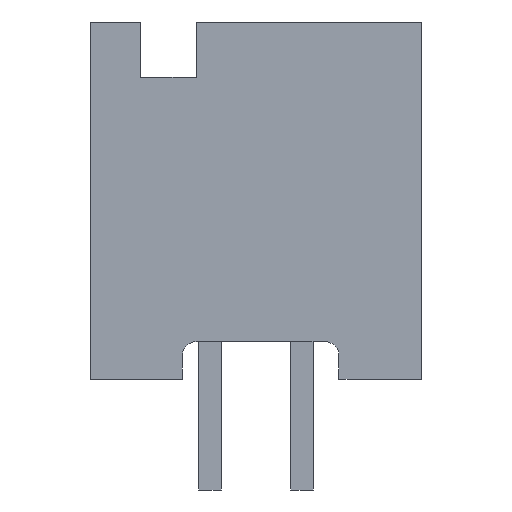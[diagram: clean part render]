
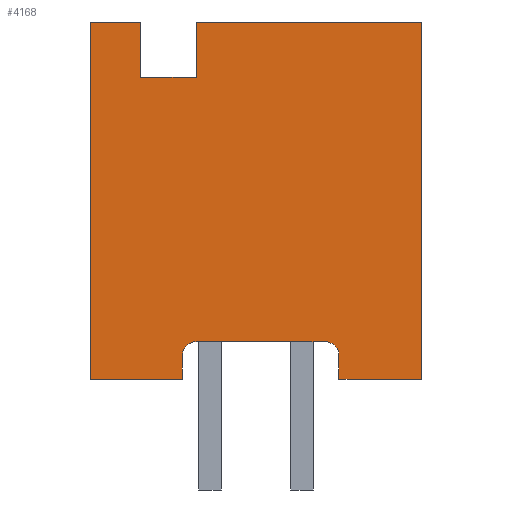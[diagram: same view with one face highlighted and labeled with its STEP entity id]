
A CAD part, left-side view. The second image highlights one B-rep face of the part: STEP entity #4168.
In plain terms, the highlighted planar face has unit normal (-1, 0, 0).
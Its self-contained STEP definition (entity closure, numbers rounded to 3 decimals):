
#88=DIRECTION('',(0.,-1.,0.));
#89=VECTOR('',#88,6.223);
#90=CARTESIAN_POINT('',(-16.51,1.651,0.));
#91=LINE('',#90,#89);
#144=DIRECTION('',(0.,-1.,0.));
#145=VECTOR('',#144,1.397);
#146=CARTESIAN_POINT('',(-16.51,4.572,0.));
#147=LINE('',#146,#145);
#216=DIRECTION('',(0.,0.,-1.));
#217=VECTOR('',#216,0.66);
#218=CARTESIAN_POINT('',(-16.51,2.032,-9.195));
#219=LINE('',#218,#217);
#220=DIRECTION('',(0.,0.,1.));
#221=VECTOR('',#220,9.855);
#222=CARTESIAN_POINT('',(-16.51,4.572,-9.855));
#223=LINE('',#222,#221);
#224=DIRECTION('',(0.,0.,-1.));
#225=VECTOR('',#224,1.524);
#226=CARTESIAN_POINT('',(-16.51,3.175,0.));
#227=LINE('',#226,#225);
#228=DIRECTION('',(0.,1.,0.));
#229=VECTOR('',#228,1.524);
#230=CARTESIAN_POINT('',(-16.51,1.651,-1.524));
#231=LINE('',#230,#229);
#232=DIRECTION('',(0.,0.,-1.));
#233=VECTOR('',#232,1.524);
#234=CARTESIAN_POINT('',(-16.51,1.651,0.));
#235=LINE('',#234,#233);
#572=DIRECTION('',(0.,-1.,0.));
#573=VECTOR('',#572,3.556);
#574=CARTESIAN_POINT('',(-16.51,1.651,-8.814));
#575=LINE('',#574,#573);
#2378=DIRECTION('',(0.,1.,0.));
#2379=VECTOR('',#2378,2.54);
#2380=CARTESIAN_POINT('',(-16.51,2.032,-9.855));
#2381=LINE('',#2380,#2379);
#2390=DIRECTION('',(0.,1.,0.));
#2391=VECTOR('',#2390,2.286);
#2392=CARTESIAN_POINT('',(-16.51,-4.572,-9.855));
#2393=LINE('',#2392,#2391);
#2779=CARTESIAN_POINT('',(-16.51,-1.905,-9.195));
#2780=DIRECTION('',(1.,0.,0.));
#2781=DIRECTION('',(0.,0.,1.));
#2782=AXIS2_PLACEMENT_3D('',#2779,#2780,#2781);
#2793=DIRECTION('',(0.,0.,-1.));
#2794=VECTOR('',#2793,0.66);
#2795=CARTESIAN_POINT('',(-16.51,-2.286,-9.195));
#2796=LINE('',#2795,#2794);
#2801=DIRECTION('',(0.,0.,1.));
#2802=VECTOR('',#2801,9.855);
#2803=CARTESIAN_POINT('',(-16.51,-4.572,-9.855));
#2804=LINE('',#2803,#2802);
#2993=CARTESIAN_POINT('',(-16.51,1.651,-9.195));
#2994=DIRECTION('',(1.,0.,0.));
#2995=DIRECTION('',(0.,1.,0.));
#2996=AXIS2_PLACEMENT_3D('',#2993,#2994,#2995);
#3010=CARTESIAN_POINT('',(-16.51,-4.572,0.));
#3012=VERTEX_POINT('',#3010);
#3030=CARTESIAN_POINT('',(-16.51,4.572,-9.855));
#3032=VERTEX_POINT('',#3030);
#3036=CARTESIAN_POINT('',(-16.51,2.032,-9.855));
#3037=VERTEX_POINT('',#3036);
#3038=CARTESIAN_POINT('',(-16.51,-4.572,-9.855));
#3039=CARTESIAN_POINT('',(-16.51,-2.286,-9.855));
#3040=VERTEX_POINT('',#3038);
#3041=VERTEX_POINT('',#3039);
#3066=CARTESIAN_POINT('',(-16.51,4.572,0.));
#3067=VERTEX_POINT('',#3066);
#3114=CARTESIAN_POINT('',(-16.51,1.651,0.));
#3115=CARTESIAN_POINT('',(-16.51,1.651,-1.524));
#3116=VERTEX_POINT('',#3114);
#3117=VERTEX_POINT('',#3115);
#3118=CARTESIAN_POINT('',(-16.51,3.175,-1.524));
#3119=VERTEX_POINT('',#3118);
#3120=CARTESIAN_POINT('',(-16.51,3.175,0.));
#3121=VERTEX_POINT('',#3120);
#3850=CARTESIAN_POINT('',(-16.51,-1.905,-8.814));
#3852=VERTEX_POINT('',#3850);
#3854=CARTESIAN_POINT('',(-16.51,-2.286,-9.195));
#3856=VERTEX_POINT('',#3854);
#3859=CARTESIAN_POINT('',(-16.51,1.651,-8.814));
#3861=VERTEX_POINT('',#3859);
#3863=CARTESIAN_POINT('',(-16.51,2.032,-9.195));
#3865=VERTEX_POINT('',#3863);
#4136=CARTESIAN_POINT('',(-16.51,4.572,0.));
#4137=DIRECTION('',(-1.,0.,0.));
#4138=DIRECTION('',(0.,-1.,0.));
#4139=AXIS2_PLACEMENT_3D('',#4136,#4137,#4138);
#4140=PLANE('',#4139);
#4142=ORIENTED_EDGE('',*,*,#4141,.F.);
#4144=ORIENTED_EDGE('',*,*,#4143,.F.);
#4146=ORIENTED_EDGE('',*,*,#4145,.T.);
#4148=ORIENTED_EDGE('',*,*,#4147,.T.);
#4150=ORIENTED_EDGE('',*,*,#4149,.T.);
#4151=ORIENTED_EDGE('',*,*,#4023,.T.);
#4153=ORIENTED_EDGE('',*,*,#4152,.T.);
#4155=ORIENTED_EDGE('',*,*,#4154,.F.);
#4156=ORIENTED_EDGE('',*,*,#4110,.F.);
#4157=ORIENTED_EDGE('',*,*,#3977,.T.);
#4159=ORIENTED_EDGE('',*,*,#4158,.F.);
#4161=ORIENTED_EDGE('',*,*,#4160,.T.);
#4163=ORIENTED_EDGE('',*,*,#4162,.F.);
#4165=ORIENTED_EDGE('',*,*,#4164,.F.);
#4166=EDGE_LOOP('',(#4142,#4144,#4146,#4148,#4150,#4151,#4153,#4155,#4156,#4157,
#4159,#4161,#4163,#4165));
#4167=FACE_OUTER_BOUND('',#4166,.F.);
#4168=ADVANCED_FACE('',(#4167),#4140,.T.);
#2783=CIRCLE('',#2782,0.381);
#2997=CIRCLE('',#2996,0.381);
#3977=EDGE_CURVE('',#3116,#3012,#91,.T.);
#4023=EDGE_CURVE('',#3067,#3121,#147,.T.);
#4110=EDGE_CURVE('',#3116,#3117,#235,.T.);
#4141=EDGE_CURVE('',#3861,#3852,#575,.T.);
#4143=EDGE_CURVE('',#3865,#3861,#2997,.T.);
#4145=EDGE_CURVE('',#3865,#3037,#219,.T.);
#4147=EDGE_CURVE('',#3037,#3032,#2381,.T.);
#4149=EDGE_CURVE('',#3032,#3067,#223,.T.);
#4152=EDGE_CURVE('',#3121,#3119,#227,.T.);
#4154=EDGE_CURVE('',#3117,#3119,#231,.T.);
#4158=EDGE_CURVE('',#3040,#3012,#2804,.T.);
#4160=EDGE_CURVE('',#3040,#3041,#2393,.T.);
#4162=EDGE_CURVE('',#3856,#3041,#2796,.T.);
#4164=EDGE_CURVE('',#3852,#3856,#2783,.T.);
